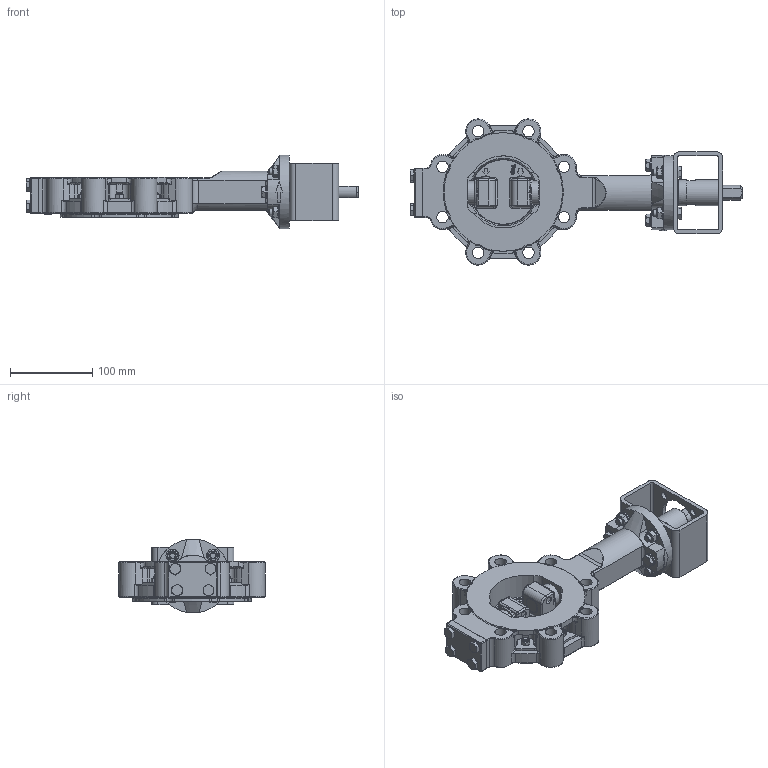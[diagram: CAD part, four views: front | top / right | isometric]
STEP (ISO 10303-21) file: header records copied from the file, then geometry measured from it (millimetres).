
FILE_DESCRIPTION(/* description */ (''),/* implementation_level */ '2;1');
FILE_NAME(/* name */ 'HP114-C DN80 PN10-40.stp',/* time_stamp */ '2018-11-30T13:02:09+01:00',/* author */ ('hellwig'),/* organization */ (''),/* preprocessor_version */ 'ST-DEVELOPER v16.5',/* originating_system */ 'Autodesk Inventor 2017',/* authorisation */ '');
FILE_SCHEMA (('CONFIG_CONTROL_DESIGN'));
Products named in the file (1): M55444
Bounding box: 404 x 177.79 x 90 mm (x, y, z)
Volume: 1255298.6 mm3; surface area: 321314.4 mm2
Topology: 1 solids, 17 shells, 1806 faces, 4512 edges, 2844 vertices
Faces by surface type: plane 703, cylinder 484, torus 239, bspline 206, cone 161, sphere 13
Full cylindrical faces by diameter (mm): 4.917 x6, 5.5 x6, 6 x12, 6.647 x4, 7.323 x4, 8 x14, 8.4 x6, 9 x16, 9.1 x2, 11.4 x4, 11.63 x6, 12.5 x6, 13.835 x8, 16 x6, 20 x5, 20.1 x1, 20.2 x3, 22.1 x1, 23.25 x2, 24.5 x2, 25.05 x1, 28.2 x2, 29.5 x1, 30 x1, 31.8 x1, 31.9 x1, 31.95 x1, 32 x3, 36 x1, 36.5 x1
Entity records: 56528 total; most frequent: CARTESIAN_POINT 14380, ORIENTED_EDGE 8246, DIRECTION 8183, EDGE_CURVE 4123, AXIS2_PLACEMENT_3D 3274, VERTEX_POINT 2725, EDGE_LOOP 2268, STYLED_ITEM 1806
